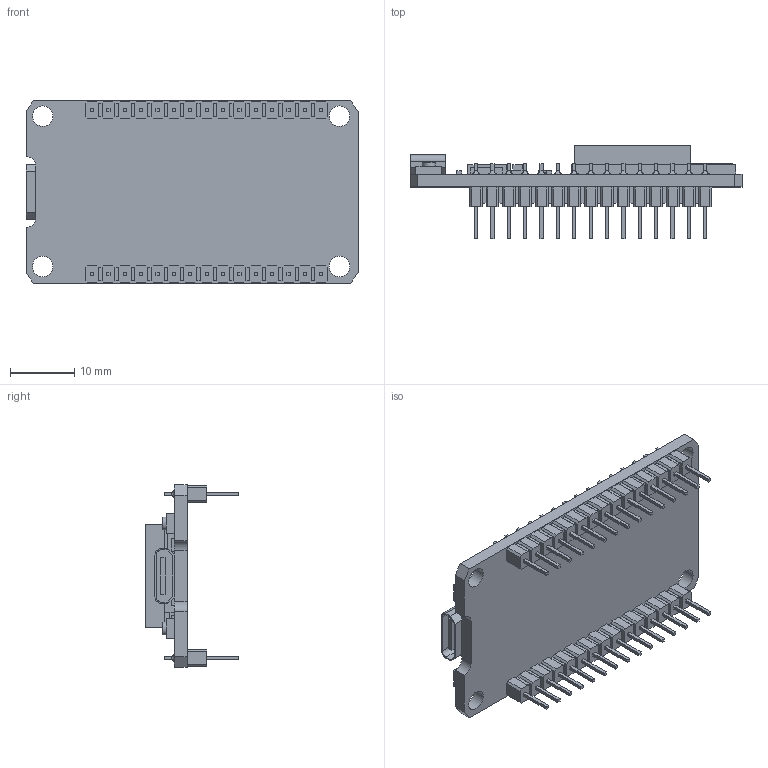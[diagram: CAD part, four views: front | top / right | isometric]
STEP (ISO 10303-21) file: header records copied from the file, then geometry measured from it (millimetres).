
FILE_DESCRIPTION(/* description */ (''),/* implementation_level */ '2;1');
FILE_NAME(/* name */ 'ESP32.stp',/* time_stamp */ '2023-05-25T14:06:08+02:00',/* author */ ('MenMe'),/* organization */ (''),/* preprocessor_version */ 'ST-DEVELOPER v19',/* originating_system */ 'Autodesk Inventor 2023',/* authorisation */ '');
FILE_SCHEMA (('AUTOMOTIVE_DESIGN { 1 0 10303 214 3 1 1 }'));
Length unit declared in the file: millimetre
Products named in the file (1): ESP32
Bounding box: 51.5 x 14.5 x 28.3 mm (x, y, z)
Volume: 5137.5 mm3; surface area: 4933 mm2
Topology: 1 solids, 1 shells, 1073 faces, 2784 edges, 1806 vertices
Faces by surface type: plane 922, cylinder 151
Full cylindrical faces by diameter (mm): 0.6 x2, 2 x2, 3.175 x4
Entity records: 33277 total; most frequent: CARTESIAN_POINT 5664, ORIENTED_EDGE 5568, DIRECTION 5114, EDGE_CURVE 2784, LINE 2602, VECTOR 2602, VERTEX_POINT 1806, AXIS2_PLACEMENT_3D 1256
